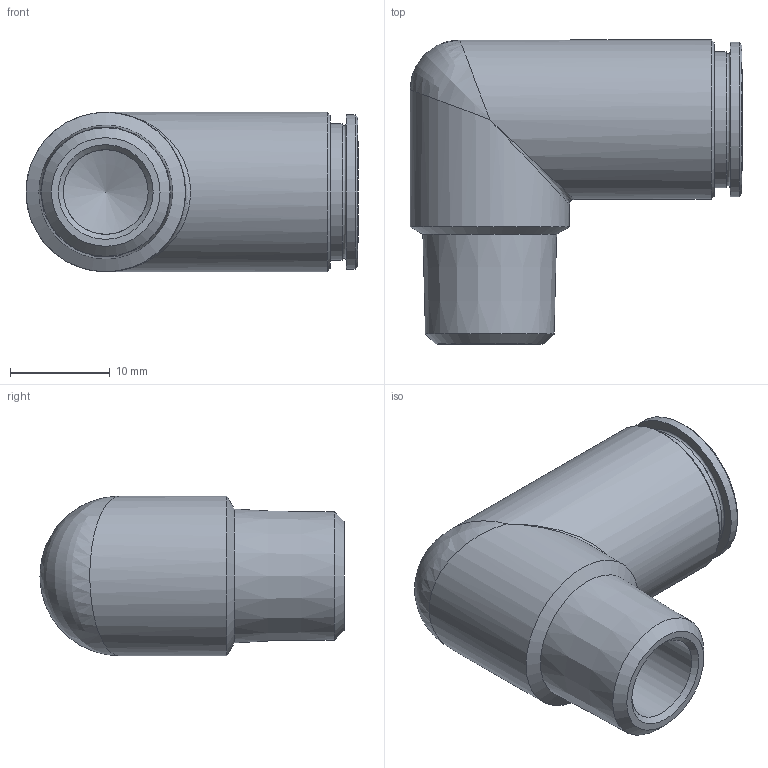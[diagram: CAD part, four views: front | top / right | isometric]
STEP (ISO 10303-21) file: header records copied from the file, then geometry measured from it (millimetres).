
FILE_DESCRIPTION( ( 'STEP AP214' ), '1' );
FILE_NAME( 'psolqas_16768_24.stp', '2020-12-01T17:17:02', ( 'License CC BY-ND 4.0' ), ( 'CADENAS' ), ' ', 'PARTsolutions', ' ' );
FILE_SCHEMA( ( 'AUTOMOTIVE_DESIGN { 1 0 10303 214 1 1 1 1 }' ) );
Length unit declared in the file: metre
Products named in the file (1): Rivoluzione1
Bounding box: 33.3 x 30.5 x 16 mm (x, y, z)
Volume: 5366.3 mm3; surface area: 3983.1 mm2
Topology: 1 solids, 1 shells, 25 faces, 57 edges, 30 vertices
Faces by surface type: cone 9, cylinder 9, plane 4, bspline 2, torus 1
Full cylindrical faces by diameter (mm): 8.5 x4, 10.15 x1, 13.65 x1, 15.5 x1, 16 x2
Entity records: 1034 total; most frequent: CARTESIAN_POINT 412, DIRECTION 86, ORIENTED_EDGE 54, EDGE_LOOP 46, AXIS2_PLACEMENT_3D 43, FACE_OUTER_BOUND 35, EDGE_CURVE 27, STYLED_ITEM 25
